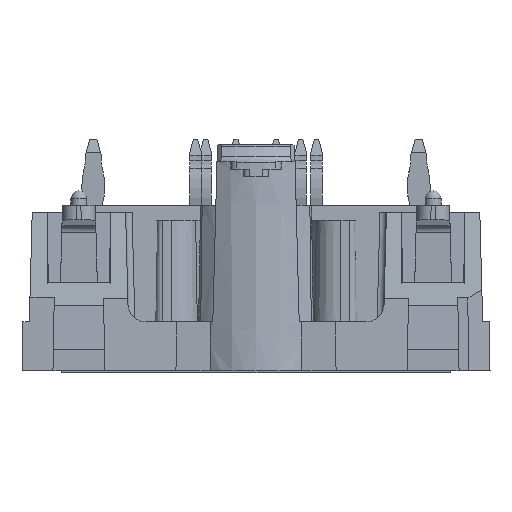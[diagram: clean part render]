
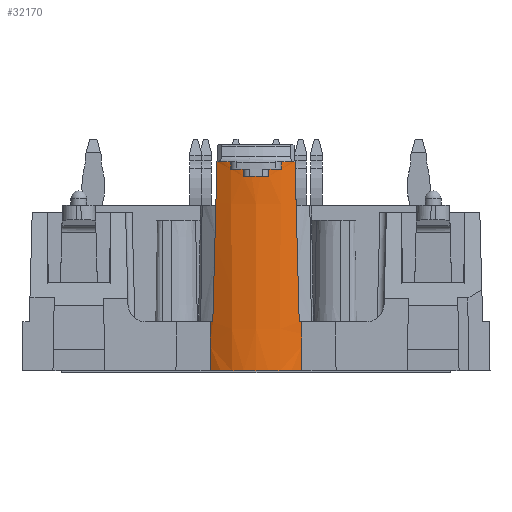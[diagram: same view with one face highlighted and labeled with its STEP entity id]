
A CAD part, left-side view. The second image highlights one B-rep face of the part: STEP entity #32170.
In plain terms, the highlighted conical face has half-angle 0.516 degrees and reference radius 5.5 mm.
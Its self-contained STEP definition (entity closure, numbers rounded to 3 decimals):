
#57=ELLIPSE('',#33455,283.039,6.957);
#58=ELLIPSE('',#33471,283.039,6.957);
#122=ELLIPSE('',#33680,248.172,3.71);
#123=ELLIPSE('',#33683,248.172,3.71);
#232=B_SPLINE_CURVE_WITH_KNOTS('',3,(#42704,#42705,#42706,#42707,#42708,
#42709,#42710),.UNSPECIFIED.,.F.,.F.,(4,3,4),(0.002,0.002,
0.002),.UNSPECIFIED.);
#233=B_SPLINE_CURVE_WITH_KNOTS('',3,(#42718,#42719,#42720,#42721,#42722,
#42723,#42724),.UNSPECIFIED.,.F.,.F.,(4,3,4),(0.002,0.002,
0.003),.UNSPECIFIED.);
#234=B_SPLINE_CURVE_WITH_KNOTS('',3,(#42732,#42733,#42734,#42735,#42736,
#42737,#42738),.UNSPECIFIED.,.F.,.F.,(4,3,4),(0.002,0.002,
0.002),.UNSPECIFIED.);
#235=B_SPLINE_CURVE_WITH_KNOTS('',3,(#42746,#42747,#42748,#42749,#42750,
#42751,#42752),.UNSPECIFIED.,.F.,.F.,(4,3,4),(0.002,0.002,
0.002),.UNSPECIFIED.);
#273=CONICAL_SURFACE('',#33681,5.5,0.009);
#395=CIRCLE('',#33453,5.5);
#396=CIRCLE('',#33457,5.6);
#397=CIRCLE('',#33460,5.595);
#398=CIRCLE('',#33463,5.591);
#399=CIRCLE('',#33466,5.595);
#400=CIRCLE('',#33469,5.6);
#402=CIRCLE('',#33475,5.5);
#406=CIRCLE('',#33682,5.469);
#2275=ORIENTED_EDGE('',*,*,#8738,.F.);
#2276=ORIENTED_EDGE('',*,*,#8739,.F.);
#2277=ORIENTED_EDGE('',*,*,#8187,.T.);
#2278=ORIENTED_EDGE('',*,*,#8184,.F.);
#2279=ORIENTED_EDGE('',*,*,#8182,.T.);
#2280=ORIENTED_EDGE('',*,*,#8180,.T.);
#2281=ORIENTED_EDGE('',*,*,#8178,.T.);
#2282=ORIENTED_EDGE('',*,*,#8176,.T.);
#2283=ORIENTED_EDGE('',*,*,#8174,.T.);
#2284=ORIENTED_EDGE('',*,*,#8172,.T.);
#2285=ORIENTED_EDGE('',*,*,#8170,.T.);
#2286=ORIENTED_EDGE('',*,*,#8168,.T.);
#2287=ORIENTED_EDGE('',*,*,#8166,.T.);
#2288=ORIENTED_EDGE('',*,*,#8164,.F.);
#2289=ORIENTED_EDGE('',*,*,#8163,.T.);
#2290=ORIENTED_EDGE('',*,*,#8737,.T.);
#8163=EDGE_CURVE('',#11496,#11497,#395,.T.);
#8164=EDGE_CURVE('',#11496,#11498,#57,.F.);
#8166=EDGE_CURVE('',#11499,#11498,#396,.T.);
#8168=EDGE_CURVE('',#11500,#11499,#232,.T.);
#8170=EDGE_CURVE('',#11501,#11500,#397,.T.);
#8172=EDGE_CURVE('',#11502,#11501,#233,.T.);
#8174=EDGE_CURVE('',#11503,#11502,#398,.T.);
#8176=EDGE_CURVE('',#11504,#11503,#234,.T.);
#8178=EDGE_CURVE('',#11505,#11504,#399,.T.);
#8180=EDGE_CURVE('',#11506,#11505,#235,.T.);
#8182=EDGE_CURVE('',#11507,#11506,#400,.T.);
#8184=EDGE_CURVE('',#11507,#11508,#58,.F.);
#8187=EDGE_CURVE('',#11509,#11508,#402,.T.);
#8737=EDGE_CURVE('',#11497,#12000,#122,.F.);
#8738=EDGE_CURVE('',#12001,#12000,#406,.F.);
#8739=EDGE_CURVE('',#11509,#12001,#123,.T.);
#11496=VERTEX_POINT('',#42691);
#11497=VERTEX_POINT('',#42693);
#11498=VERTEX_POINT('',#42697);
#11499=VERTEX_POINT('',#42701);
#11500=VERTEX_POINT('',#42711);
#11501=VERTEX_POINT('',#42715);
#11502=VERTEX_POINT('',#42725);
#11503=VERTEX_POINT('',#42729);
#11504=VERTEX_POINT('',#42739);
#11505=VERTEX_POINT('',#42743);
#11506=VERTEX_POINT('',#42753);
#11507=VERTEX_POINT('',#42757);
#11508=VERTEX_POINT('',#42761);
#11509=VERTEX_POINT('',#42765);
#12000=VERTEX_POINT('',#43945);
#12001=VERTEX_POINT('',#43949);
#19361=EDGE_LOOP('',(#2275,#2276,#2277,#2278,#2279,#2280,#2281,#2282,#2283,
#2284,#2285,#2286,#2287,#2288,#2289,#2290));
#20783=FACE_BOUND('',#19361,.T.);
#32170=ADVANCED_FACE('',(#20783),#273,.T.);
#33453=AXIS2_PLACEMENT_3D('',#42694,#35763,#35764);
#33455=AXIS2_PLACEMENT_3D('',#42696,#35767,#35768);
#33457=AXIS2_PLACEMENT_3D('',#42700,#35772,#35773);
#33460=AXIS2_PLACEMENT_3D('',#42714,#35780,#35781);
#33463=AXIS2_PLACEMENT_3D('',#42728,#35788,#35789);
#33466=AXIS2_PLACEMENT_3D('',#42742,#35796,#35797);
#33469=AXIS2_PLACEMENT_3D('',#42756,#35804,#35805);
#33471=AXIS2_PLACEMENT_3D('',#42760,#35809,#35810);
#33475=AXIS2_PLACEMENT_3D('',#42766,#35817,#35818);
#33680=AXIS2_PLACEMENT_3D('',#43946,#36711,#36712);
#33681=AXIS2_PLACEMENT_3D('',#43947,#36713,#36714);
#33682=AXIS2_PLACEMENT_3D('',#43948,#36715,#36716);
#33683=AXIS2_PLACEMENT_3D('',#43950,#36717,#36718);
#35763=DIRECTION('',(0.,0.,-1.));
#35764=DIRECTION('',(-1.,0.,0.));
#35767=DIRECTION('',(0.,-1.,-0.026));
#35768=DIRECTION('',(0.,-0.026,1.));
#35772=DIRECTION('',(0.,0.,-1.));
#35773=DIRECTION('',(-1.,0.,0.));
#35780=DIRECTION('',(0.,0.,-1.));
#35781=DIRECTION('',(-1.,0.,0.));
#35788=DIRECTION('',(0.,0.,-1.));
#35789=DIRECTION('',(-1.,0.,0.));
#35796=DIRECTION('',(0.,0.,-1.));
#35797=DIRECTION('',(-1.,0.,0.));
#35804=DIRECTION('',(0.,0.,-1.));
#35805=DIRECTION('',(-1.,0.,0.));
#35809=DIRECTION('',(0.,1.,-0.026));
#35810=DIRECTION('',(0.,0.026,1.));
#35817=DIRECTION('',(0.,0.,-1.));
#35818=DIRECTION('',(-1.,0.,0.));
#36711=DIRECTION('',(1.,0.,0.017));
#36712=DIRECTION('',(-0.017,0.,1.));
#36713=DIRECTION('',(0.,0.,1.));
#36714=DIRECTION('',(-1.,0.,0.));
#36715=DIRECTION('',(0.,0.,1.));
#36716=DIRECTION('',(1.,0.,0.));
#36717=DIRECTION('',(1.,0.,0.017));
#36718=DIRECTION('',(-0.017,0.,1.));
#42691=CARTESIAN_POINT('',(-32.11,3.,3.25));
#42693=CARTESIAN_POINT('',(-32.,3.162,3.25));
#42694=CARTESIAN_POINT('',(-27.5,0.,3.25));
#42696=CARTESIAN_POINT('',(-27.5,-2.549,215.159));
#42697=CARTESIAN_POINT('',(-32.401,2.709,14.35));
#42700=CARTESIAN_POINT('',(-27.5,0.,14.35));
#42701=CARTESIAN_POINT('',(-32.82,1.75,14.35));
#42704=CARTESIAN_POINT('',(-32.815,1.75,13.85));
#42705=CARTESIAN_POINT('',(-32.815,1.75,13.9));
#42706=CARTESIAN_POINT('',(-32.816,1.75,13.95));
#42707=CARTESIAN_POINT('',(-32.816,1.75,14.));
#42708=CARTESIAN_POINT('',(-32.817,1.75,14.116));
#42709=CARTESIAN_POINT('',(-32.818,1.75,14.233));
#42710=CARTESIAN_POINT('',(-32.82,1.75,14.35));
#42711=CARTESIAN_POINT('',(-32.815,1.75,13.85));
#42714=CARTESIAN_POINT('',(-27.5,0.,13.85));
#42715=CARTESIAN_POINT('',(-33.023,0.9,13.85));
#42718=CARTESIAN_POINT('',(-33.018,0.9,13.35));
#42719=CARTESIAN_POINT('',(-33.018,0.9,13.392));
#42720=CARTESIAN_POINT('',(-33.019,0.9,13.433));
#42721=CARTESIAN_POINT('',(-33.019,0.9,13.475));
#42722=CARTESIAN_POINT('',(-33.02,0.9,13.6));
#42723=CARTESIAN_POINT('',(-33.021,0.9,13.725));
#42724=CARTESIAN_POINT('',(-33.023,0.9,13.85));
#42725=CARTESIAN_POINT('',(-33.018,0.9,13.35));
#42728=CARTESIAN_POINT('',(-27.5,0.,13.35));
#42729=CARTESIAN_POINT('',(-33.018,-0.9,13.35));
#42732=CARTESIAN_POINT('',(-33.023,-0.9,13.85));
#42733=CARTESIAN_POINT('',(-33.021,-0.9,13.725));
#42734=CARTESIAN_POINT('',(-33.02,-0.9,13.6));
#42735=CARTESIAN_POINT('',(-33.019,-0.9,13.475));
#42736=CARTESIAN_POINT('',(-33.019,-0.9,13.433));
#42737=CARTESIAN_POINT('',(-33.018,-0.9,13.392));
#42738=CARTESIAN_POINT('',(-33.018,-0.9,13.35));
#42739=CARTESIAN_POINT('',(-33.023,-0.9,13.85));
#42742=CARTESIAN_POINT('',(-27.5,0.,13.85));
#42743=CARTESIAN_POINT('',(-32.815,-1.75,13.85));
#42746=CARTESIAN_POINT('',(-32.82,-1.75,14.35));
#42747=CARTESIAN_POINT('',(-32.818,-1.75,14.233));
#42748=CARTESIAN_POINT('',(-32.817,-1.75,14.116));
#42749=CARTESIAN_POINT('',(-32.816,-1.75,14.));
#42750=CARTESIAN_POINT('',(-32.816,-1.75,13.95));
#42751=CARTESIAN_POINT('',(-32.815,-1.75,13.9));
#42752=CARTESIAN_POINT('',(-32.815,-1.75,13.85));
#42753=CARTESIAN_POINT('',(-32.82,-1.75,14.35));
#42756=CARTESIAN_POINT('',(-27.5,0.,14.35));
#42757=CARTESIAN_POINT('',(-32.401,-2.709,14.35));
#42760=CARTESIAN_POINT('',(-27.5,2.549,215.159));
#42761=CARTESIAN_POINT('',(-32.11,-3.,3.25));
#42765=CARTESIAN_POINT('',(-32.,-3.162,3.25));
#42766=CARTESIAN_POINT('',(-27.5,0.,3.25));
#43945=CARTESIAN_POINT('',(-31.941,3.193,-0.15));
#43946=CARTESIAN_POINT('',(-29.735,0.,-126.486));
#43947=CARTESIAN_POINT('',(-27.5,0.,3.25));
#43948=CARTESIAN_POINT('',(-27.5,0.,-0.15));
#43949=CARTESIAN_POINT('',(-31.941,-3.193,-0.15));
#43950=CARTESIAN_POINT('',(-29.735,0.,-126.486));
